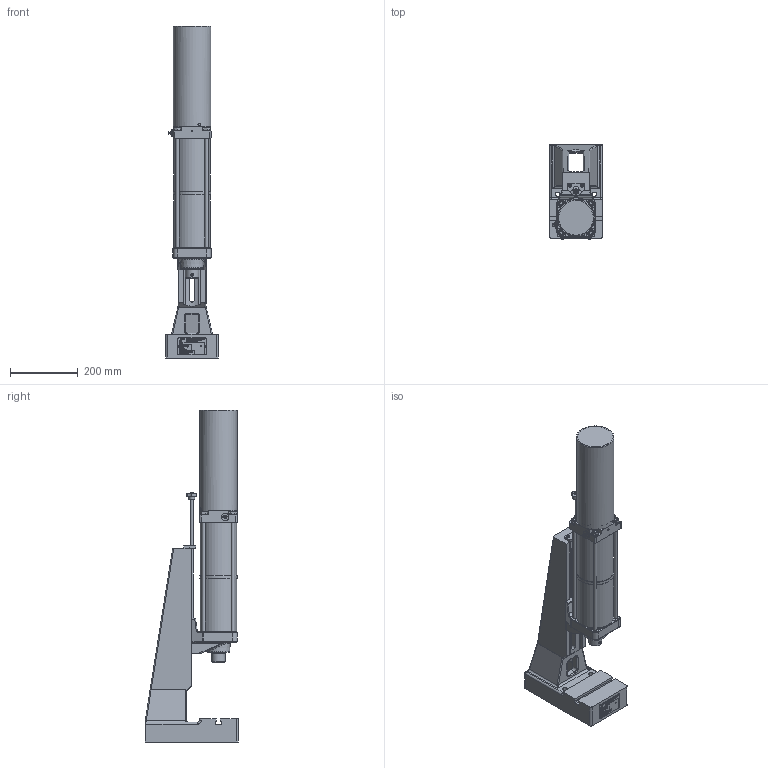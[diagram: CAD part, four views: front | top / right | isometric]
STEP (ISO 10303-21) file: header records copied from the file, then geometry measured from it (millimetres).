
FILE_DESCRIPTION(/* description */ ('BS Ständer L-DA Ausladung 80'),/* implementation_level */ '2;1');
FILE_NAME(/* name */ 'DRP_L_0850_120_080.stp',/* time_stamp */ '2017-08-02T07:58:56+02:00',/* author */ ('Finsterle'),/* organization */ (''),/* preprocessor_version */ 'ST-DEVELOPER v16.1',/* originating_system */ 'Autodesk Inventor 2016',/* authorisation */ '');
FILE_SCHEMA (('AUTOMOTIVE_DESIGN { 1 0 10303 214 3 1 1 }'));
Products named in the file (5): ENG-000855_V; ENG-000995-2_V; HBF-000760; ENG-000755; HBF-001024_V
Assembly tree (5 placements, depth 2):
  HBF-001024_V
    ENG-000855_V
    ENG-000995-2_V
    HBF-000760
    ENG-000755  x2
Bounding box: 156 x 276.8 x 977.72 mm (x, y, z)
Volume: 5556192.1 mm3; surface area: 1194222.8 mm2
Topology: 6 solids, 6 shells, 7513 faces, 20569 edges, 13497 vertices
Faces by surface type: plane 4606, bspline 2241, cylinder 385, cone 133, torus 87, sphere 61
Full cylindrical faces by diameter (mm): 1 x1, 2 x1, 2.459 x2, 3 x9, 3.242 x2, 3.5 x2, 4 x3, 4.917 x2, 5 x4, 6.5 x2, 6.647 x1, 8 x9, 8.4 x1, 9.5 x1, 10 x6, 10.106 x1, 10.5 x8, 11 x2, 11.8 x2, 12 x6, 12.5 x3, 13 x4, 14.376 x1, 14.95 x3, 16 x1, 17.5 x2, 18 x3, 19.4 x1, 19.5 x1, 20 x7
Entity records: 257561 total; most frequent: CARTESIAN_POINT 76570, ORIENTED_EDGE 40236, DIRECTION 27117, EDGE_CURVE 20113, LINE 14379, VECTOR 14379, VERTEX_POINT 13396, EDGE_LOOP 8333
